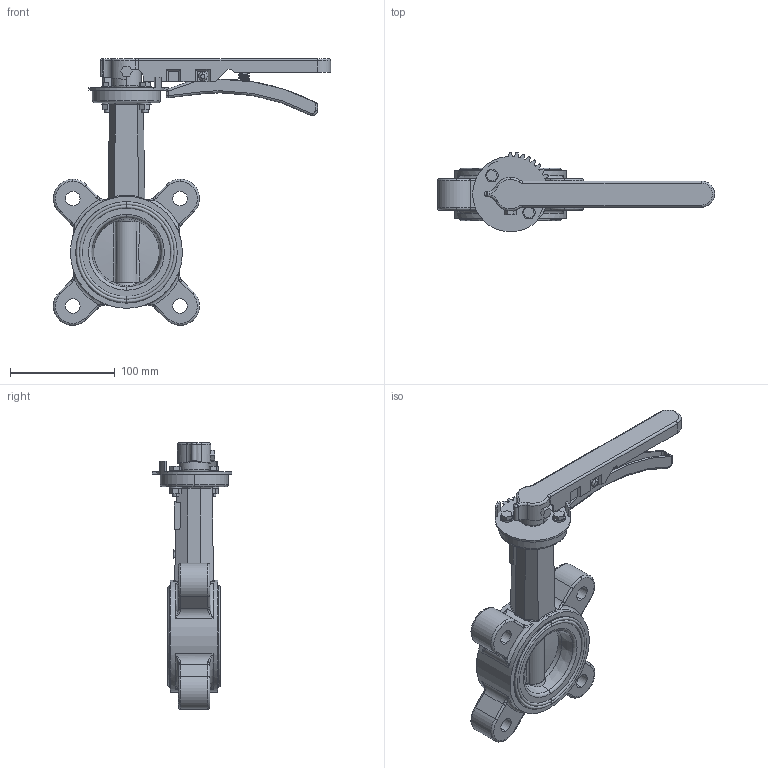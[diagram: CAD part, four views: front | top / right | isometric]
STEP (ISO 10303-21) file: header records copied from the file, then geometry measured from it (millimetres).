
FILE_DESCRIPTION((''),'2;1');
FILE_NAME('VFH2-WH-DN65_ASM','2024-08-28T15:28:30',('U256235'),(''),'CREO PARAMETRIC BY PTC INC, 2022124','CREO PARAMETRIC BY PTC INC, 2022124','');
FILE_SCHEMA(('CONFIG_CONTROL_DESIGN'));
Products named in the file (8): 2-3000; 2-30002; 600; M600; B20W-HJ-DN650001_ASM; B20L-HJ-DN65__1_1; VFH2-WH-DN65_ASM
Assembly tree (12 placements, depth 3):
  VFH2-WH-DN65_ASM
    B20W-HJ-DN650001_ASM
      2-3000
      2-30002
      600  x4
      M600  x2
      M600  x2
    B20L-HJ-DN65__1_1
Bounding box: 264.74 x 75.86 x 254.77 mm (x, y, z)
Volume: 588650.1 mm3; surface area: 133648.4 mm2
Topology: 10 solids, 11 shells, 634 faces, 1676 edges, 1060 vertices
Faces by surface type: plane 292, cylinder 197, torus 71, bspline 37, cone 16, extrusion 16, sphere 5
Entity records: 67332 total; most frequent: CARTESIAN_POINT 52538, ORIENTED_EDGE 3133, DIRECTION 2954, EDGE_CURVE 1571, AXIS2_PLACEMENT_3D 1066, VERTEX_POINT 1004, VECTOR 822, LINE 806
